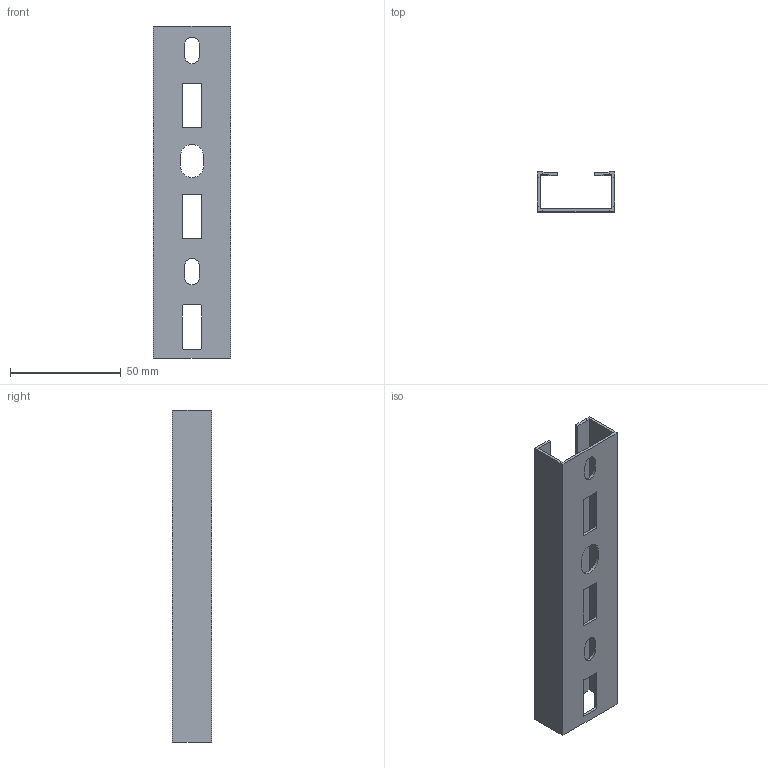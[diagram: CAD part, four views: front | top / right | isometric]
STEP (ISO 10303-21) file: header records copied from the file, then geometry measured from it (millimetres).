
FILE_DESCRIPTION (( 'STEP AP214' ), '1' );
FILE_NAME ('1104241.stp', '2017-10-24T13:52:20', ( '' ), ( '' ), 'SwSTEP 2.0', 'SolidWorks 2016', '' );
FILE_SCHEMA (( 'AUTOMOTIVE_DESIGN' ));
Length unit declared in the file: millimetre
Products named in the file (1): 1104241
Bounding box: 35 x 18 x 150 mm (x, y, z)
Volume: 14744.1 mm3; surface area: 24518.4 mm2
Topology: 1 solids, 1 shells, 69 faces, 201 edges, 134 vertices
Faces by surface type: plane 48, cylinder 21
Entity records: 2335 total; most frequent: CARTESIAN_POINT 405, ORIENTED_EDGE 402, DIRECTION 383, EDGE_CURVE 201, VECTOR 159, LINE 159, VERTEX_POINT 134, AXIS2_PLACEMENT_3D 112
